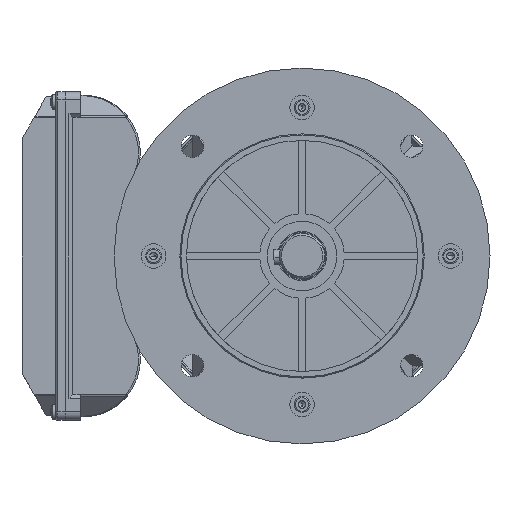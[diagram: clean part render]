
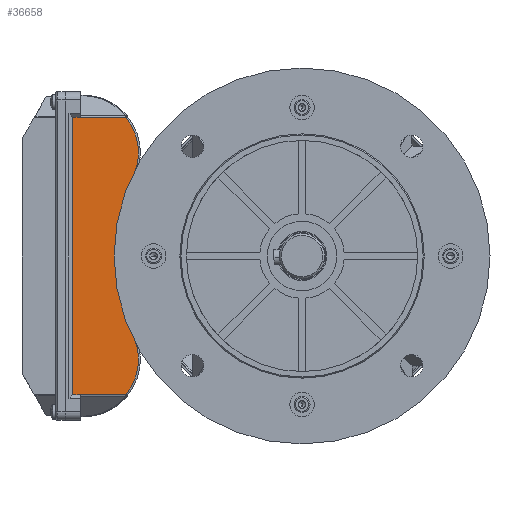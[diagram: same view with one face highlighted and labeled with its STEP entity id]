
A CAD part, left-side view. The second image highlights one B-rep face of the part: STEP entity #36658.
In plain terms, the highlighted face is planar.
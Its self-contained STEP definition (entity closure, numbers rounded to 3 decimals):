
#19319 = CARTESIAN_POINT ( 'NONE',  ( 162.293, 30.5, 129. ) ) ;
#19346 = DIRECTION ( 'NONE',  ( 0., -1., 0. ) ) ;
#19347 = VECTOR ( 'NONE', #19346, 1000. ) ;
#19348 = CARTESIAN_POINT ( 'NONE',  ( 162.293, 34.5, 129. ) ) ;
#19349 = LINE ( 'NONE', #19348, #19347 ) ;
#19355 = CARTESIAN_POINT ( 'NONE',  ( 162.293, 34.5, 129. ) ) ;
#21195 = CARTESIAN_POINT ( 'NONE',  ( 162.293, 6.261, 129. ) ) ;
#21198 = CARTESIAN_POINT ( 'NONE',  ( 128.668, 3.5, 129. ) ) ;
#21199 = DIRECTION ( 'NONE',  ( 1., 0., 0. ) ) ;
#21201 = DIRECTION ( 'NONE',  ( 0., 0., 1. ) ) ;
#21202 = CARTESIAN_POINT ( 'NONE',  ( 143.5, 29., 129. ) ) ;
#21203 = AXIS2_PLACEMENT_3D ( 'NONE', #21202, #21201, #21199 ) ;
#21204 = CIRCLE ( 'NONE', #21203, 29.5 ) ;
#21205 = DIRECTION ( 'NONE',  ( 1., 0., 0. ) ) ;
#21206 = DIRECTION ( 'NONE',  ( 0., 0., 1. ) ) ;
#21207 = CARTESIAN_POINT ( 'NONE',  ( 3., -7.5, 129. ) ) ;
#21208 = AXIS2_PLACEMENT_3D ( 'NONE', #21207, #21206, #21205 ) ;
#21209 = PLANE ( 'NONE',  #21208 ) ;
#21210 = FACE_OUTER_BOUND ( 'NONE', #36659, .T. ) ;
#21236 = CARTESIAN_POINT ( 'NONE',  ( 14.707, 30.5, 129. ) ) ;
#21237 = CARTESIAN_POINT ( 'NONE',  ( 14.707, 34.5, 129. ) ) ;
#21243 = DIRECTION ( 'NONE',  ( 1., 0., 0. ) ) ;
#21244 = VECTOR ( 'NONE', #21243, 1000. ) ;
#21245 = CARTESIAN_POINT ( 'NONE',  ( 14.707, 34.5, 129. ) ) ;
#21246 = LINE ( 'NONE', #21245, #21244 ) ;
#21247 = DIRECTION ( 'NONE',  ( 0., 1., 0. ) ) ;
#21248 = VECTOR ( 'NONE', #21247, 1000. ) ;
#21249 = CARTESIAN_POINT ( 'NONE',  ( 162.293, -7.5, 129. ) ) ;
#21250 = LINE ( 'NONE', #21249, #21248 ) ;
#21294 = CARTESIAN_POINT ( 'NONE',  ( 14.707, 6.261, 129. ) ) ;
#21295 = DIRECTION ( 'NONE',  ( 0., -1., 0. ) ) ;
#21296 = VECTOR ( 'NONE', #21295, 1000. ) ;
#21297 = CARTESIAN_POINT ( 'NONE',  ( 14.707, -7.5, 129. ) ) ;
#21298 = LINE ( 'NONE', #21297, #21296 ) ;
#21299 = DIRECTION ( 'NONE',  ( 0., -1., 0. ) ) ;
#21300 = VECTOR ( 'NONE', #21299, 1000. ) ;
#21301 = CARTESIAN_POINT ( 'NONE',  ( 14.707, 34.5, 129. ) ) ;
#21302 = LINE ( 'NONE', #21301, #21300 ) ;
#21342 = DIRECTION ( 'NONE',  ( 1., 0., 0. ) ) ;
#21343 = VECTOR ( 'NONE', #21342, 1000. ) ;
#21344 = CARTESIAN_POINT ( 'NONE',  ( 128.4, 3.5, 129. ) ) ;
#21345 = LINE ( 'NONE', #21344, #21343 ) ;
#21346 = CARTESIAN_POINT ( 'NONE',  ( 48.332, 3.5, 129. ) ) ;
#21347 = DIRECTION ( 'NONE',  ( 1., 0., 0. ) ) ;
#21348 = DIRECTION ( 'NONE',  ( 0., 0., 1. ) ) ;
#21349 = CARTESIAN_POINT ( 'NONE',  ( 33.5, 29., 129. ) ) ;
#21350 = AXIS2_PLACEMENT_3D ( 'NONE', #21349, #21348, #21347 ) ;
#21351 = CIRCLE ( 'NONE', #21350, 29.5 ) ;
#35629 = VERTEX_POINT ( 'NONE', #19319 ) ;
#35636 = VERTEX_POINT ( 'NONE', #19355 ) ;
#35640 = EDGE_CURVE ( 'NONE', #35636, #35629, #19349, .T. ) ;
#36658 = ADVANCED_FACE ( 'NONE', ( #21210 ), #21209, .T. ) ;
#36659 = EDGE_LOOP ( 'NONE', ( #36661, #36668, #36672, #36673, #36715, #36719, #36723, #36728 ) ) ;
#36661 = ORIENTED_EDGE ( 'NONE', *, *, #36663, .T. ) ;
#36663 = EDGE_CURVE ( 'NONE', #36664, #36666, #21204, .T. ) ;
#36664 = VERTEX_POINT ( 'NONE', #21198 ) ;
#36666 = VERTEX_POINT ( 'NONE', #21195 ) ;
#36668 = ORIENTED_EDGE ( 'NONE', *, *, #36670, .T. ) ;
#36670 = EDGE_CURVE ( 'NONE', #36666, #35629, #21250, .T. ) ;
#36672 = ORIENTED_EDGE ( 'NONE', *, *, #35640, .F. ) ;
#36673 = ORIENTED_EDGE ( 'NONE', *, *, #36675, .F. ) ;
#36675 = EDGE_CURVE ( 'NONE', #36677, #35636, #21246, .T. ) ;
#36677 = VERTEX_POINT ( 'NONE', #21237 ) ;
#36678 = VERTEX_POINT ( 'NONE', #21236 ) ;
#36715 = ORIENTED_EDGE ( 'NONE', *, *, #36716, .T. ) ;
#36716 = EDGE_CURVE ( 'NONE', #36677, #36678, #21302, .T. ) ;
#36719 = ORIENTED_EDGE ( 'NONE', *, *, #36720, .T. ) ;
#36720 = EDGE_CURVE ( 'NONE', #36678, #36721, #21298, .T. ) ;
#36721 = VERTEX_POINT ( 'NONE', #21294 ) ;
#36723 = ORIENTED_EDGE ( 'NONE', *, *, #36725, .T. ) ;
#36725 = EDGE_CURVE ( 'NONE', #36721, #36726, #21351, .T. ) ;
#36726 = VERTEX_POINT ( 'NONE', #21346 ) ;
#36728 = ORIENTED_EDGE ( 'NONE', *, *, #36730, .T. ) ;
#36730 = EDGE_CURVE ( 'NONE', #36726, #36664, #21345, .T. ) ;
